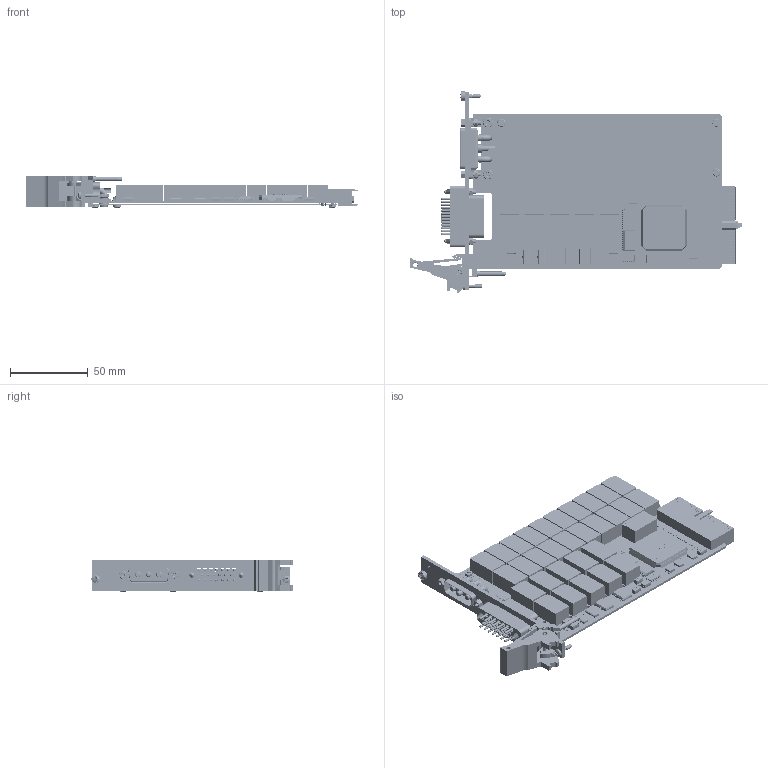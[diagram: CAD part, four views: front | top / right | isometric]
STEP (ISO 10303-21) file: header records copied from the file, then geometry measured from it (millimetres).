
FILE_DESCRIPTION (( 'STEP AP214' ), '1' );
FILE_NAME ('40-199-002 10A Fault Insertion EMR Switch.STEP', '2013-08-22T10:48:37', ( 'admin' ), ( '' ), 'SwSTEP 2.0', 'SolidWorks 2012', '' );
FILE_SCHEMA (( 'AUTOMOTIVE_DESIGN' ));
Length unit declared in the file: millimetre
Products named in the file (1): 40-199-002 10A Fault Insertion EMR Switch
Bounding box: 214.01 x 129.67 x 20.96 mm (x, y, z)
Surface area: 120027.8 mm2 (no closed solid volume)
Topology: 0 solids, 610 shells, 3252 faces, 13987 edges, 11002 vertices
Faces by surface type: plane 2342, cylinder 728, cone 93, torus 51, bspline 30, sphere 8
Full cylindrical faces by diameter (mm): 0.5 x1, 0.6 x110, 1.3 x110, 1.496 x2, 1.5 x20, 1.524 x5, 1.7 x5, 2 x5, 2.05 x3, 2.16 x1, 2.4 x7, 2.497 x1, 2.5 x8, 2.6 x3, 2.8 x2, 3 x3, 3.15 x20, 3.2 x20, 3.246 x1, 3.5 x1, 3.6 x1, 3.665 x1, 3.75 x6, 4.218 x2, 4.35 x1, 4.584 x2, 4.8 x2, 5 x8, 5.2 x4, 5.3 x1
Entity records: 187523 total; most frequent: CARTESIAN_POINT 42538, DIRECTION 21578, ORIENTED_EDGE 18033, EDGE_CURVE 13333, VERTEX_POINT 10839, VECTOR 9536, LINE 9536, AXIS2_PLACEMENT_3D 6021
